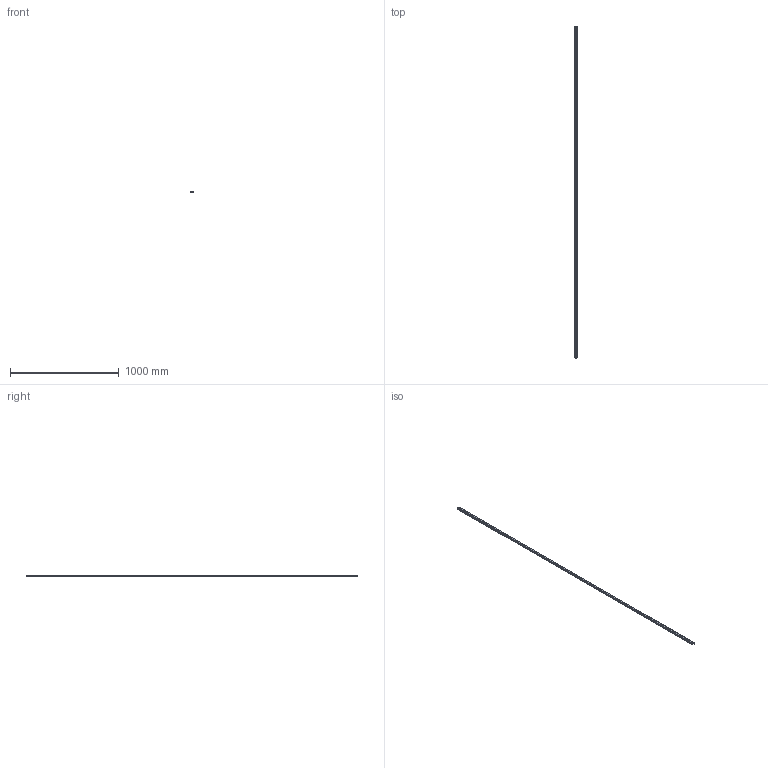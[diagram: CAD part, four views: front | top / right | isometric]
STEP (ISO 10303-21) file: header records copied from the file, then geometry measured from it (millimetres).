
FILE_DESCRIPTION(('STEP AP214'),'1');
FILE_NAME('cctmp_A4C80408-AFEA-4AFF-8071-7669A5E96497_2021_01_22_13_34_02_0908..stp','2021-01-22T12:34:03',('HIWIN GmbH'),('CADClick - www.CADClick.com'),'Spatial InterOp 3D',' ','unknown authorization');
FILE_SCHEMA(('AUTOMOTIVE_DESIGN'));
Length unit declared in the file: millimetre
Products named in the file (1): HGR20T3060C_FILE
Bounding box: 20 x 3060 x 17.5 mm (x, y, z)
Volume: 903776.8 mm3; surface area: 243866.6 mm2
Topology: 1 solids, 1 shells, 311 faces, 813 edges, 457 vertices
Faces by surface type: cylinder 124, cone 102, plane 85
Entity records: 11257 total; most frequent: DIRECTION 1583, CARTESIAN_POINT 1480, ORIENTED_EDGE 1422, EDGE_CURVE 711, AXIS2_PLACEMENT_3D 560, LINE 463, VECTOR 463, VERTEX_POINT 457
